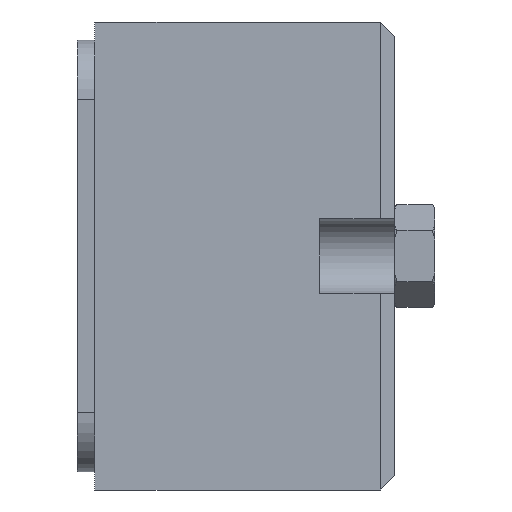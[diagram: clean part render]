
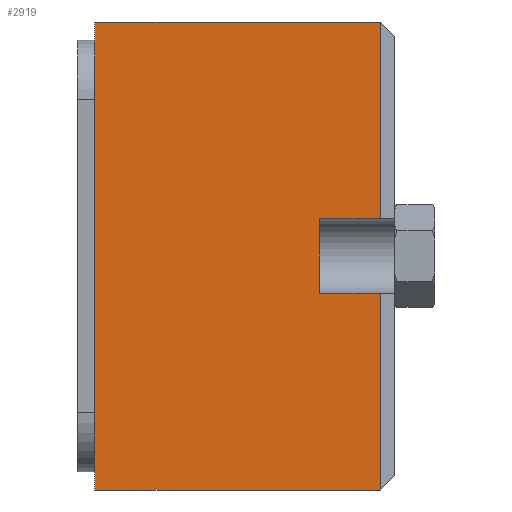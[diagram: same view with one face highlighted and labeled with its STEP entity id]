
A CAD part, left-side view. The second image highlights one B-rep face of the part: STEP entity #2919.
In plain terms, the highlighted planar face has unit normal (-1, 0, 0).
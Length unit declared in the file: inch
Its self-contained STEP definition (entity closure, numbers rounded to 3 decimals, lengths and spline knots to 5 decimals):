
#261 = VERTEX_POINT ( 'NONE', #22818 ) ;
#392 = PLANE ( 'NONE',  #8687 ) ;
#691 = LINE ( 'NONE', #3972, #10117 ) ;
#1082 = CARTESIAN_POINT ( 'NONE',  ( -0.98425, 0.02953, 0.49213 ) ) ;
#2177 = DIRECTION ( 'NONE',  ( 1., 0., 0. ) ) ;
#2353 = LINE ( 'NONE', #19227, #15908 ) ;
#2460 = CARTESIAN_POINT ( 'NONE',  ( -0.98425, 0.62992, 0.49213 ) ) ;
#2919 = ADVANCED_FACE ( 'NONE', ( #3610 ), #392, .F. ) ;
#3211 = LINE ( 'NONE', #16663, #21399 ) ;
#3263 = LINE ( 'NONE', #18830, #13153 ) ;
#3610 = FACE_OUTER_BOUND ( 'NONE', #8969, .T. ) ;
#3926 = CARTESIAN_POINT ( 'NONE',  ( -0.98425, 0.15748, 0.49213 ) ) ;
#3972 = CARTESIAN_POINT ( 'NONE',  ( -0.98425, 0.02953, 0.49213 ) ) ;
#3999 = CARTESIAN_POINT ( 'NONE',  ( -0.98425, 0.02953, -0.49213 ) ) ;
#4277 = LINE ( 'NONE', #14764, #22561 ) ;
#4827 = VERTEX_POINT ( 'NONE', #22865 ) ;
#5051 = VERTEX_POINT ( 'NONE', #10506 ) ;
#5530 = ORIENTED_EDGE ( 'NONE', *, *, #20177, .F. ) ;
#5975 = DIRECTION ( 'NONE',  ( 0., -1., 0. ) ) ;
#6466 = EDGE_CURVE ( 'NONE', #11051, #9701, #6767, .T. ) ;
#6767 = LINE ( 'NONE', #8621, #16106 ) ;
#6862 = DIRECTION ( 'NONE',  ( 0., 0., -1. ) ) ;
#6956 = CARTESIAN_POINT ( 'NONE',  ( -0.98425, 0.15748, 0.07874 ) ) ;
#7471 = DIRECTION ( 'NONE',  ( 0., 0., -1. ) ) ;
#8621 = CARTESIAN_POINT ( 'NONE',  ( -0.98425, 0.02953, 0.49213 ) ) ;
#8687 = AXIS2_PLACEMENT_3D ( 'NONE', #10960, #2177, #14516 ) ;
#8969 = EDGE_LOOP ( 'NONE', ( #17134, #9637, #19730, #5530, #22910, #14191, #9620, #9531 ) ) ;
#9230 = EDGE_CURVE ( 'NONE', #14395, #261, #22312, .T. ) ;
#9531 = ORIENTED_EDGE ( 'NONE', *, *, #13087, .F. ) ;
#9620 = ORIENTED_EDGE ( 'NONE', *, *, #9230, .F. ) ;
#9637 = ORIENTED_EDGE ( 'NONE', *, *, #16510, .F. ) ;
#9701 = VERTEX_POINT ( 'NONE', #3999 ) ;
#9713 = DIRECTION ( 'NONE',  ( 0., 1., 0. ) ) ;
#10117 = VECTOR ( 'NONE', #18089, 39.37008 ) ;
#10506 = CARTESIAN_POINT ( 'NONE',  ( -0.98425, 0.62992, -0.49213 ) ) ;
#10960 = CARTESIAN_POINT ( 'NONE',  ( -0.98425, 0.62992, 0.49213 ) ) ;
#11051 = VERTEX_POINT ( 'NONE', #18267 ) ;
#12197 = DIRECTION ( 'NONE',  ( 0., 0., -1. ) ) ;
#12621 = VERTEX_POINT ( 'NONE', #1082 ) ;
#13087 = EDGE_CURVE ( 'NONE', #4827, #14395, #3263, .T. ) ;
#13153 = VECTOR ( 'NONE', #16977, 39.37008 ) ;
#14191 = ORIENTED_EDGE ( 'NONE', *, *, #19469, .F. ) ;
#14276 = EDGE_CURVE ( 'NONE', #17217, #5051, #2353, .T. ) ;
#14395 = VERTEX_POINT ( 'NONE', #6956 ) ;
#14516 = DIRECTION ( 'NONE',  ( 0., 0., -1. ) ) ;
#14764 = CARTESIAN_POINT ( 'NONE',  ( -0.98425, 0.62992, 0.49213 ) ) ;
#15908 = VECTOR ( 'NONE', #12197, 39.37008 ) ;
#15918 = EDGE_CURVE ( 'NONE', #12621, #4827, #691, .T. ) ;
#16106 = VECTOR ( 'NONE', #6862, 39.37008 ) ;
#16510 = EDGE_CURVE ( 'NONE', #17217, #12621, #4277, .T. ) ;
#16663 = CARTESIAN_POINT ( 'NONE',  ( -0.98425, 0.62992, -0.07874 ) ) ;
#16692 = LINE ( 'NONE', #16825, #20882 ) ;
#16825 = CARTESIAN_POINT ( 'NONE',  ( -0.98425, 0.62992, -0.49213 ) ) ;
#16977 = DIRECTION ( 'NONE',  ( 0., 1., 0. ) ) ;
#17134 = ORIENTED_EDGE ( 'NONE', *, *, #15918, .F. ) ;
#17217 = VERTEX_POINT ( 'NONE', #2460 ) ;
#18089 = DIRECTION ( 'NONE',  ( 0., 0., -1. ) ) ;
#18267 = CARTESIAN_POINT ( 'NONE',  ( -0.98425, 0.02953, -0.07874 ) ) ;
#18830 = CARTESIAN_POINT ( 'NONE',  ( -0.98425, 0.62992, 0.07874 ) ) ;
#19227 = CARTESIAN_POINT ( 'NONE',  ( -0.98425, 0.62992, -0.49213 ) ) ;
#19469 = EDGE_CURVE ( 'NONE', #261, #11051, #3211, .T. ) ;
#19730 = ORIENTED_EDGE ( 'NONE', *, *, #14276, .T. ) ;
#20177 = EDGE_CURVE ( 'NONE', #9701, #5051, #16692, .T. ) ;
#20215 = DIRECTION ( 'NONE',  ( 0., -1., 0. ) ) ;
#20882 = VECTOR ( 'NONE', #9713, 39.37008 ) ;
#21399 = VECTOR ( 'NONE', #20215, 39.37008 ) ;
#21721 = VECTOR ( 'NONE', #7471, 39.37008 ) ;
#22312 = LINE ( 'NONE', #3926, #21721 ) ;
#22561 = VECTOR ( 'NONE', #5975, 39.37008 ) ;
#22818 = CARTESIAN_POINT ( 'NONE',  ( -0.98425, 0.15748, -0.07874 ) ) ;
#22865 = CARTESIAN_POINT ( 'NONE',  ( -0.98425, 0.02953, 0.07874 ) ) ;
#22910 = ORIENTED_EDGE ( 'NONE', *, *, #6466, .F. ) ;
